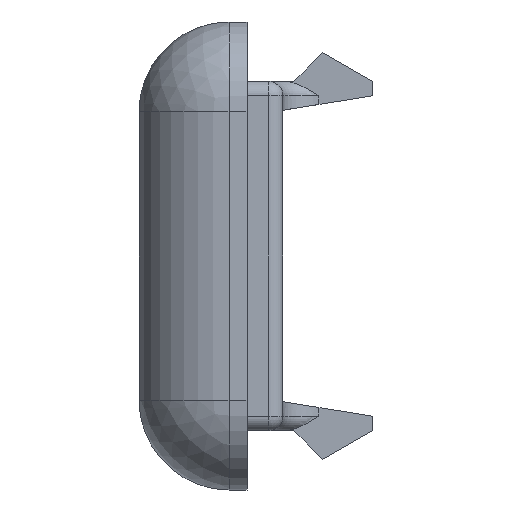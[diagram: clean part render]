
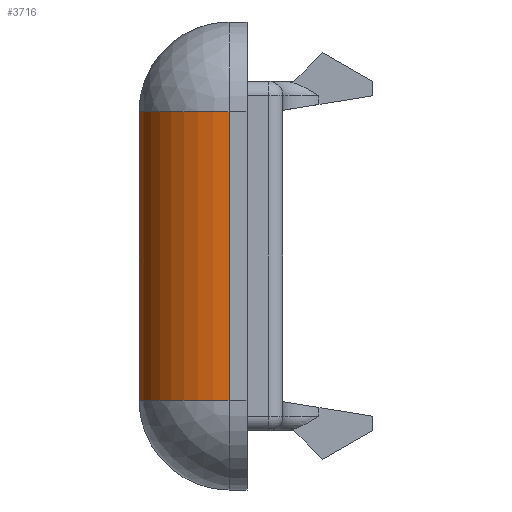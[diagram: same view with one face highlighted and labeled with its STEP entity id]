
A CAD part, left-side view. The second image highlights one B-rep face of the part: STEP entity #3716.
In plain terms, the highlighted cylindrical face has radius 5 mm (diameter 10 mm), a partial arc.
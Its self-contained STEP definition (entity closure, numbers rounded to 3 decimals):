
#399=FACE_OUTER_BOUND('',#612,.T.);
#612=EDGE_LOOP('',(#3425,#3426,#3427,#3428));
#700=CIRCLE('',#4015,5.);
#701=CIRCLE('',#4016,5.);
#1132=LINE('',#6148,#1568);
#1133=LINE('',#6151,#1569);
#1568=VECTOR('',#5004,10.);
#1569=VECTOR('',#5007,10.);
#1892=VERTEX_POINT('',#6141);
#1893=VERTEX_POINT('',#6145);
#1894=VERTEX_POINT('',#6147);
#1895=VERTEX_POINT('',#6149);
#2405=EDGE_CURVE('',#1892,#1893,#700,.T.);
#2406=EDGE_CURVE('',#1893,#1894,#1132,.T.);
#2407=EDGE_CURVE('',#1894,#1895,#701,.T.);
#2408=EDGE_CURVE('',#1895,#1892,#1133,.T.);
#3425=ORIENTED_EDGE('',*,*,#2405,.T.);
#3426=ORIENTED_EDGE('',*,*,#2406,.T.);
#3427=ORIENTED_EDGE('',*,*,#2407,.T.);
#3428=ORIENTED_EDGE('',*,*,#2408,.T.);
#3513=CYLINDRICAL_SURFACE('',#4014,5.);
#3716=ADVANCED_FACE('',(#399),#3513,.T.);
#4014=AXIS2_PLACEMENT_3D('',#6144,#5000,#5001);
#4015=AXIS2_PLACEMENT_3D('',#6146,#5002,#5003);
#4016=AXIS2_PLACEMENT_3D('',#6150,#5005,#5006);
#5000=DIRECTION('center_axis',(0.,0.,1.));
#5001=DIRECTION('ref_axis',(-0.707,0.707,0.));
#5002=DIRECTION('center_axis',(0.,0.,1.));
#5003=DIRECTION('ref_axis',(0.,1.,0.));
#5004=DIRECTION('',(0.,0.,1.));
#5005=DIRECTION('center_axis',(0.,0.,-1.));
#5006=DIRECTION('ref_axis',(-1.,0.,0.));
#5007=DIRECTION('',(0.,0.,-1.));
#6141=CARTESIAN_POINT('',(-68.,6.,-8.));
#6144=CARTESIAN_POINT('Origin',(-68.,1.,-4.));
#6145=CARTESIAN_POINT('',(-73.,1.,-8.));
#6146=CARTESIAN_POINT('Origin',(-68.,1.,-8.));
#6147=CARTESIAN_POINT('',(-73.,1.,8.));
#6148=CARTESIAN_POINT('',(-73.,1.,-4.));
#6149=CARTESIAN_POINT('',(-68.,6.,8.));
#6150=CARTESIAN_POINT('Origin',(-68.,1.,8.));
#6151=CARTESIAN_POINT('',(-68.,6.,-4.));
